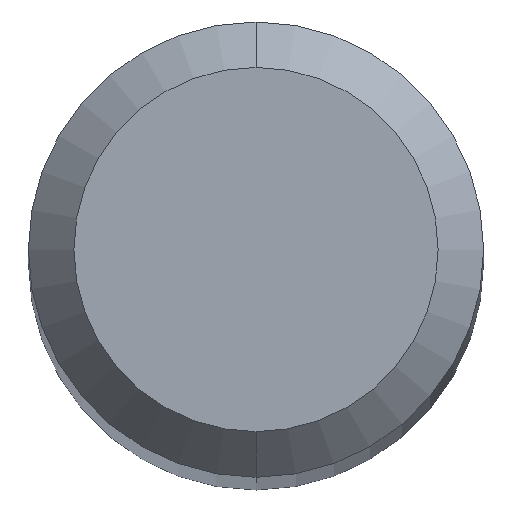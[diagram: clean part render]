
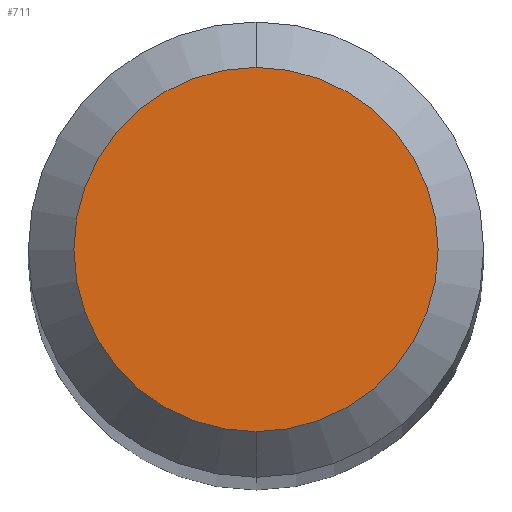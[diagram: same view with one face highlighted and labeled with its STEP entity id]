
A CAD part, top view. The second image highlights one B-rep face of the part: STEP entity #711.
In plain terms, the highlighted planar face has unit normal (0, 0, 1).
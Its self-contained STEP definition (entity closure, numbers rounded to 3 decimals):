
#367=VERTEX_POINT('',#1004);
#477=VERTEX_POINT('',#1122);
#635=EDGE_CURVE('',#367,#477,#1297,.T.);
#711=ADVANCED_FACE('',(#1379),#1380,.T.);
#883=EDGE_CURVE('',#477,#367,#1570,.T.);
#1004=CARTESIAN_POINT('',(0.,-1.2,0.0));
#1122=CARTESIAN_POINT('',(0.0,1.2,0.0));
#1297=CIRCLE('',#3661,1.2);
#1379=FACE_OUTER_BOUND('',#3853,.T.);
#1380=PLANE('',#3854);
#1570=CIRCLE('',#5553,1.2);
#3661=AXIS2_PLACEMENT_3D('',#6132,#6133,#6134);
#3853=EDGE_LOOP('',(#6232,#6233));
#3854=AXIS2_PLACEMENT_3D('',#6234,#6235,#6236);
#5553=AXIS2_PLACEMENT_3D('',#6445,#6446,#6447);
#6132=CARTESIAN_POINT('',(0.0,0.0,0.0));
#6133=DIRECTION('',(0.0,0.0,-1.0));
#6134=DIRECTION('',(0.0,1.0,0.0));
#6232=ORIENTED_EDGE('',*,*,#883,.F.);
#6233=ORIENTED_EDGE('',*,*,#635,.F.);
#6234=CARTESIAN_POINT('',(0.0,0.6,0.0));
#6235=DIRECTION('',(-0.0,0.0,1.0));
#6236=DIRECTION('',(0.0,-1.0,0.0));
#6445=CARTESIAN_POINT('',(0.0,0.0,0.0));
#6446=DIRECTION('',(0.0,0.0,-1.0));
#6447=DIRECTION('',(0.0,1.0,0.0));
